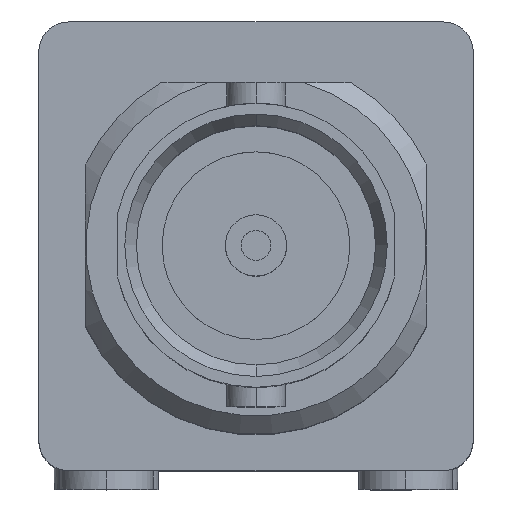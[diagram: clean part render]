
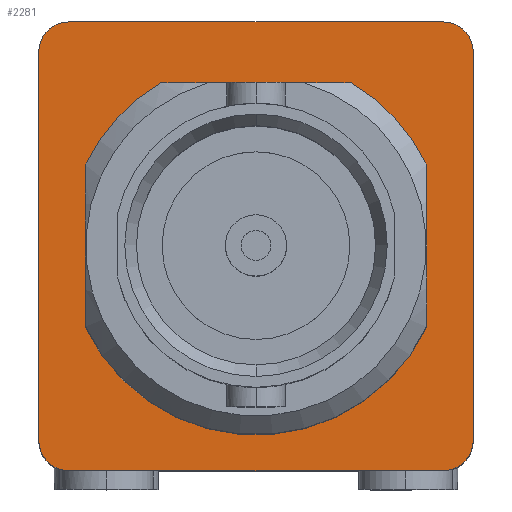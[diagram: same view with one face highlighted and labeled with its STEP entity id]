
A CAD part, top view. The second image highlights one B-rep face of the part: STEP entity #2281.
In plain terms, the highlighted planar face has unit normal (0, 0, 1).
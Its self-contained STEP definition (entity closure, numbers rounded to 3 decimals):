
#342=CARTESIAN_POINT('',(0.,0.,-20.828));
#343=DIRECTION('',(0.,0.,-1.));
#344=DIRECTION('',(-0.904,0.428,0.));
#345=AXIS2_PLACEMENT_3D('',#342,#343,#344);
#351=CARTESIAN_POINT('',(0.,0.,-20.828));
#352=DIRECTION('',(0.,0.,-1.));
#353=DIRECTION('',(0.505,0.863,0.));
#354=AXIS2_PLACEMENT_3D('',#351,#352,#353);
#360=CARTESIAN_POINT('',(0.,0.,-20.828));
#361=DIRECTION('',(0.,0.,-1.));
#362=DIRECTION('',(0.904,-0.428,0.));
#363=AXIS2_PLACEMENT_3D('',#360,#361,#362);
#424=DIRECTION('',(0.,1.,0.));
#425=VECTOR('',#424,5.496);
#426=CARTESIAN_POINT('',(-5.795,-2.748,-20.828));
#427=LINE('',#426,#425);
#428=DIRECTION('',(0.,-1.,0.));
#429=VECTOR('',#428,5.496);
#430=CARTESIAN_POINT('',(5.795,2.748,-20.828));
#431=LINE('',#430,#429);
#432=DIRECTION('',(1.,0.,0.));
#433=VECTOR('',#432,6.472);
#434=CARTESIAN_POINT('',(-3.236,5.537,-20.828));
#435=LINE('',#434,#433);
#436=CARTESIAN_POINT('',(6.363,6.604,-20.828));
#437=DIRECTION('',(0.,0.,1.));
#438=DIRECTION('',(1.,0.,0.));
#439=AXIS2_PLACEMENT_3D('',#436,#437,#438);
#441=CARTESIAN_POINT('',(6.363,-6.604,-20.828));
#442=DIRECTION('',(0.,0.,1.));
#443=DIRECTION('',(0.,-1.,0.));
#444=AXIS2_PLACEMENT_3D('',#441,#442,#443);
#446=CARTESIAN_POINT('',(-6.363,-6.604,-20.828));
#447=DIRECTION('',(0.,0.,1.));
#448=DIRECTION('',(-1.,0.,0.));
#449=AXIS2_PLACEMENT_3D('',#446,#447,#448);
#451=CARTESIAN_POINT('',(-6.363,6.604,-20.828));
#452=DIRECTION('',(0.,0.,1.));
#453=DIRECTION('',(0.,1.,0.));
#454=AXIS2_PLACEMENT_3D('',#451,#452,#453);
#456=DIRECTION('',(1.,0.,0.));
#457=VECTOR('',#456,12.725);
#458=CARTESIAN_POINT('',(-6.363,7.62,-20.828));
#459=LINE('',#458,#457);
#807=DIRECTION('',(1.,0.,0.));
#808=VECTOR('',#807,12.725);
#809=CARTESIAN_POINT('',(-6.363,-7.62,-20.828));
#810=LINE('',#809,#808);
#887=DIRECTION('',(0.,-1.,0.));
#888=VECTOR('',#887,13.208);
#889=CARTESIAN_POINT('',(7.379,6.604,-20.828));
#890=LINE('',#889,#888);
#1037=DIRECTION('',(0.,-1.,0.));
#1038=VECTOR('',#1037,13.208);
#1039=CARTESIAN_POINT('',(-7.379,6.604,-20.828));
#1040=LINE('',#1039,#1038);
#1500=CARTESIAN_POINT('',(3.236,5.537,-20.828));
#1502=VERTEX_POINT('',#1500);
#1508=CARTESIAN_POINT('',(-3.236,5.537,-20.828));
#1510=VERTEX_POINT('',#1508);
#1517=CARTESIAN_POINT('',(5.795,2.748,-20.828));
#1518=VERTEX_POINT('',#1517);
#1722=CARTESIAN_POINT('',(7.379,6.604,-20.828));
#1723=CARTESIAN_POINT('',(6.363,7.62,-20.828));
#1724=VERTEX_POINT('',#1722);
#1725=VERTEX_POINT('',#1723);
#1740=CARTESIAN_POINT('',(6.363,-7.62,-20.828));
#1741=CARTESIAN_POINT('',(7.379,-6.604,-20.828));
#1742=VERTEX_POINT('',#1740);
#1743=VERTEX_POINT('',#1741);
#1750=CARTESIAN_POINT('',(-6.363,7.62,-20.828));
#1751=VERTEX_POINT('',#1750);
#1752=CARTESIAN_POINT('',(-7.379,6.604,-20.828));
#1753=VERTEX_POINT('',#1752);
#1754=CARTESIAN_POINT('',(-7.379,-6.604,-20.828));
#1755=CARTESIAN_POINT('',(-6.363,-7.62,-20.828));
#1756=VERTEX_POINT('',#1754);
#1757=VERTEX_POINT('',#1755);
#1833=CARTESIAN_POINT('',(5.795,-2.748,-20.828));
#1835=VERTEX_POINT('',#1833);
#1837=CARTESIAN_POINT('',(-5.795,-2.748,-20.828));
#1839=VERTEX_POINT('',#1837);
#1840=CARTESIAN_POINT('',(-5.795,2.748,-20.828));
#1841=VERTEX_POINT('',#1840);
#2249=CARTESIAN_POINT('',(-7.379,7.62,-20.828));
#2250=DIRECTION('',(0.,0.,1.));
#2251=DIRECTION('',(0.,-1.,0.));
#2252=AXIS2_PLACEMENT_3D('',#2249,#2250,#2251);
#2253=PLANE('',#2252);
#2255=ORIENTED_EDGE('',*,*,#2254,.F.);
#2257=ORIENTED_EDGE('',*,*,#2256,.T.);
#2259=ORIENTED_EDGE('',*,*,#2258,.F.);
#2261=ORIENTED_EDGE('',*,*,#2260,.F.);
#2263=ORIENTED_EDGE('',*,*,#2262,.F.);
#2265=ORIENTED_EDGE('',*,*,#2264,.F.);
#2267=ORIENTED_EDGE('',*,*,#2266,.F.);
#2269=ORIENTED_EDGE('',*,*,#2268,.T.);
#2270=EDGE_LOOP('',(#2255,#2257,#2259,#2261,#2263,#2265,#2267,#2269));
#2271=FACE_OUTER_BOUND('',#2270,.F.);
#2272=ORIENTED_EDGE('',*,*,#2181,.F.);
#2273=ORIENTED_EDGE('',*,*,#2242,.F.);
#2274=ORIENTED_EDGE('',*,*,#2206,.F.);
#2276=ORIENTED_EDGE('',*,*,#2275,.F.);
#2277=ORIENTED_EDGE('',*,*,#2192,.F.);
#2278=ORIENTED_EDGE('',*,*,#2166,.F.);
#2279=EDGE_LOOP('',(#2272,#2273,#2274,#2276,#2277,#2278));
#2280=FACE_BOUND('',#2279,.F.);
#2281=ADVANCED_FACE('',(#2271,#2280),#2253,.T.);
#346=CIRCLE('',#345,6.414);
#355=CIRCLE('',#354,6.414);
#364=CIRCLE('',#363,6.414);
#440=CIRCLE('',#439,1.016);
#445=CIRCLE('',#444,1.016);
#450=CIRCLE('',#449,1.016);
#455=CIRCLE('',#454,1.016);
#2166=EDGE_CURVE('',#1510,#1502,#435,.T.);
#2181=EDGE_CURVE('',#1841,#1510,#346,.T.);
#2192=EDGE_CURVE('',#1502,#1518,#355,.T.);
#2206=EDGE_CURVE('',#1835,#1839,#364,.T.);
#2242=EDGE_CURVE('',#1839,#1841,#427,.T.);
#2254=EDGE_CURVE('',#1724,#1725,#440,.T.);
#2256=EDGE_CURVE('',#1724,#1743,#890,.T.);
#2258=EDGE_CURVE('',#1742,#1743,#445,.T.);
#2260=EDGE_CURVE('',#1757,#1742,#810,.T.);
#2262=EDGE_CURVE('',#1756,#1757,#450,.T.);
#2264=EDGE_CURVE('',#1753,#1756,#1040,.T.);
#2266=EDGE_CURVE('',#1751,#1753,#455,.T.);
#2268=EDGE_CURVE('',#1751,#1725,#459,.T.);
#2275=EDGE_CURVE('',#1518,#1835,#431,.T.);
